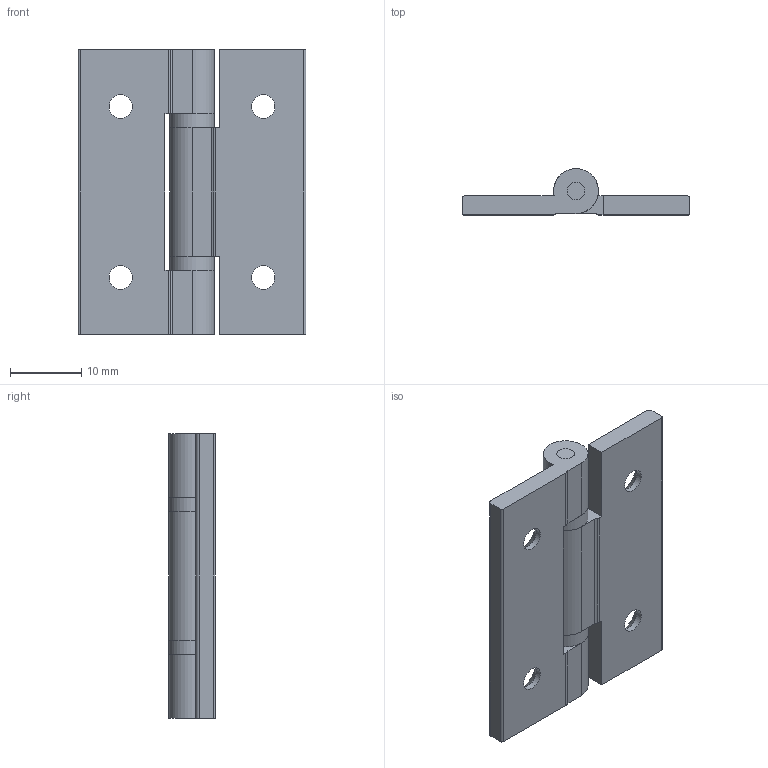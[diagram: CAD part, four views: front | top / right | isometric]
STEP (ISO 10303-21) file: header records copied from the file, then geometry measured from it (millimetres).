
FILE_DESCRIPTION(/* description */ (''),/* implementation_level */ '2;1');
FILE_NAME(/* name */ 'HA4032.stp',/* time_stamp */ '2024-01-26T17:32:11+09:00',/* author */ ('user'),/* organization */ (''),/* preprocessor_version */ 'ST-DEVELOPER v15.6',/* originating_system */ 'Autodesk Inventor 2015',/* authorisation */ '');
FILE_SCHEMA (('AUTOMOTIVE_DESIGN { 1 0 10303 214 3 1 1 }'));
Length unit declared in the file: millimetre
Products named in the file (5): HA4032_L; HA4032_W; HA4032_P; HA4032_R; HA4032
Bounding box: 32 x 6.5 x 40 mm (x, y, z)
Volume: 3826.9 mm3; surface area: 4132.7 mm2
Topology: 5 solids, 5 shells, 55 faces, 135 edges, 90 vertices
Faces by surface type: plane 26, cylinder 25, cone 4
Full cylindrical faces by diameter (mm): 2.5 x6, 3.3 x4, 6.3 x2
Entity records: 1615 total; most frequent: DIRECTION 283, CARTESIAN_POINT 254, ORIENTED_EDGE 222, EDGE_CURVE 111, AXIS2_PLACEMENT_3D 111, VERTEX_POINT 82, EDGE_LOOP 81, LINE 61
